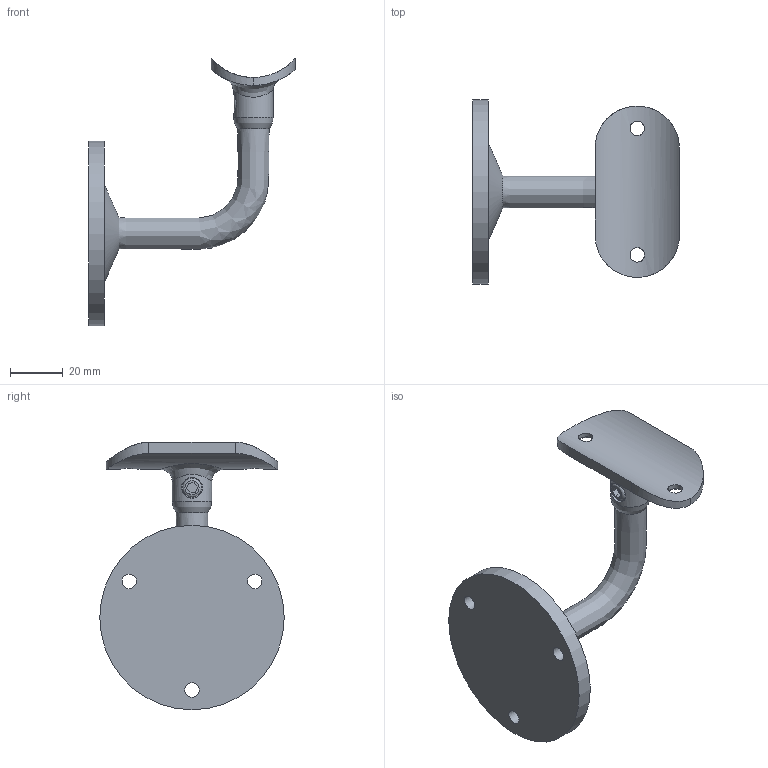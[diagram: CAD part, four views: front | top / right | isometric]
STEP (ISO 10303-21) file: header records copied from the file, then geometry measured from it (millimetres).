
FILE_DESCRIPTION(/* description */ (''),/* implementation_level */ '2;1');
FILE_NAME(/* name */ '1860_Cosch_Edelstahltechnik.stp',/* time_stamp */ '2019-01-02T22:40:39+01:00',/* author */ (''),/* organization */ (''),/* preprocessor_version */ 'ST-DEVELOPER v16',/* originating_system */ 'SIEMENS PLM Software NX 11.0',/* authorisation */ '');
FILE_SCHEMA (('AUTOMOTIVE_DESIGN { 1 0 10303 214 3 1 1 1 }'));
Length unit declared in the file: millimetre
Products named in the file (1): Goge1D64E20Cpxf5
Bounding box: 78.5 x 70 x 101.54 mm (x, y, z)
Volume: 41708 mm3; surface area: 17780.2 mm2
Topology: 1 solids, 1 shells, 38 faces, 89 edges, 59 vertices
Faces by surface type: cylinder 15, plane 13, bspline 6, cone 3, torus 1
Full cylindrical faces by diameter (mm): 5.5 x5, 7.137 x1, 7.946 x1, 15 x1, 70 x1
Entity records: 7485 total; most frequent: CARTESIAN_POINT 6704, ORIENTED_EDGE 128, DIRECTION 126, EDGE_LOOP 72, EDGE_CURVE 64, FACE_BOUND 59, VERTEX_POINT 52, AXIS2_PLACEMENT_3D 49
